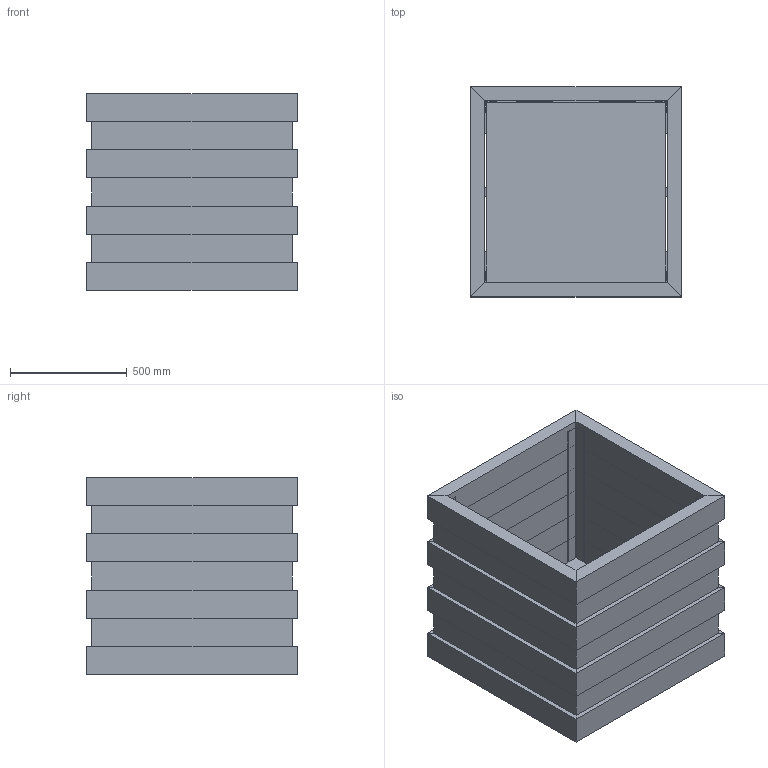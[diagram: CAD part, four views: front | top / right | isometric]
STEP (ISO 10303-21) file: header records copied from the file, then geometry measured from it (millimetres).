
FILE_DESCRIPTION(/* description */ (''),/* implementation_level */ '2;1');
FILE_NAME(/* name */ 'BB Madrid 90x90x84 3D.stp',/* time_stamp */ '2021-10-08T13:07:05+02:00',/* author */ ('vital'),/* organization */ (''),/* preprocessor_version */ 'ST-DEVELOPER v18.1',/* originating_system */ 'Autodesk Inventor 2022',/* authorisation */ '');
FILE_SCHEMA (('AUTOMOTIVE_DESIGN { 1 0 10303 214 3 1 1 }'));
Length unit declared in the file: millimetre
Products named in the file (1): BB Madrid 90x90x84 3D
Bounding box: 900 x 900 x 840 mm (x, y, z)
Volume: 160996485.3 mm3; surface area: 11028229.4 mm2
Topology: 40 solids, 40 shells, 268 faces, 532 edges, 344 vertices
Faces by surface type: plane 260, cylinder 8
Entity records: 7042 total; most frequent: CARTESIAN_POINT 1145, DIRECTION 1086, ORIENTED_EDGE 1064, EDGE_CURVE 532, LINE 516, VECTOR 516, VERTEX_POINT 344, STYLED_ITEM 308
